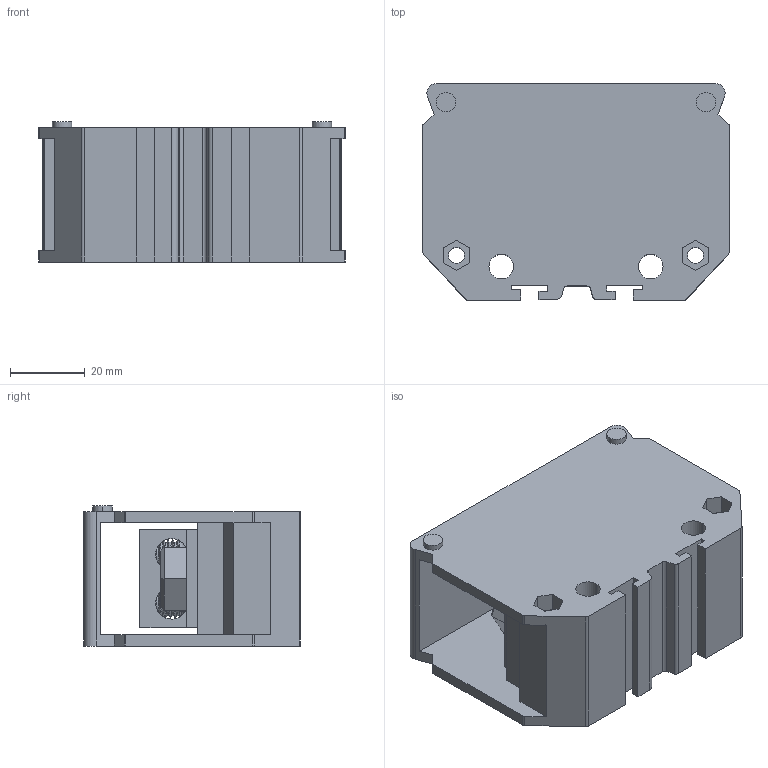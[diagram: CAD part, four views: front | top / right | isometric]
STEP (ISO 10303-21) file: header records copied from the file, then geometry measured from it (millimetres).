
FILE_DESCRIPTION((''),'2;1');
FILE_NAME('ASM0001_ASM_1_ASM','2023-02-20T',('Administrator'),(''),'PRO/ENGINEER BY PARAMETRIC TECHNOLOGY CORPORATION, 2013230','PRO/ENGINEER BY PARAMETRIC TECHNOLOGY CORPORATION, 2013230','');
FILE_SCHEMA(('CONFIG_CONTROL_DESIGN'));
Length unit declared in the file: millimetre
Products named in the file (6): MSBR-5_1_1; MSBR-4_1_1; MSBR-3_1_1; MSBR-2_1_1; MSBR-1_1_1; ASM0001_ASM_1_ASM
Assembly tree (5 placements, depth 2):
  ASM0001_ASM_1_ASM
    MSBR-5_1_1
    MSBR-4_1_1
    MSBR-3_1_1
    MSBR-2_1_1
    MSBR-1_1_1
Bounding box: 82 x 57.99 x 37.5 mm (x, y, z)
Volume: 96213.9 mm3; surface area: 38898.3 mm2
Topology: 5 solids, 6 shells, 325 faces, 926 edges, 602 vertices
Faces by surface type: plane 139, cylinder 115, bspline 46, cone 15, sphere 10
Entity records: 19979 total; most frequent: CARTESIAN_POINT 11958, ORIENTED_EDGE 1820, DIRECTION 1377, EDGE_CURVE 910, VERTEX_POINT 602, VECTOR 473, LINE 473, AXIS2_PLACEMENT_3D 452
